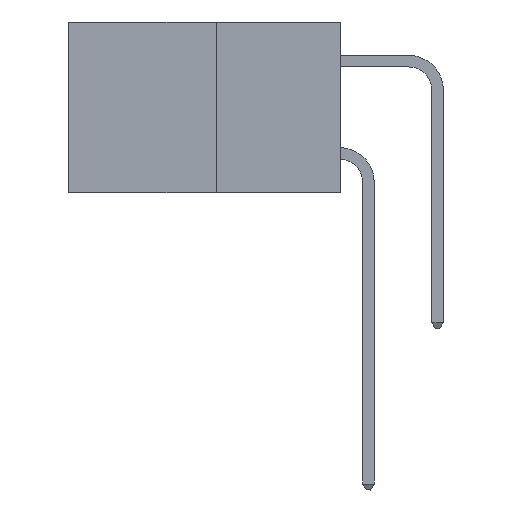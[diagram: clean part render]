
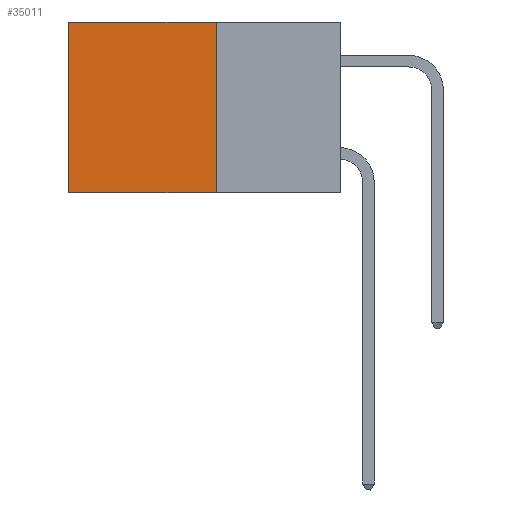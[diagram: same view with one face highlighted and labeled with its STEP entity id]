
A CAD part, left-side view. The second image highlights one B-rep face of the part: STEP entity #35011.
In plain terms, the highlighted planar face has unit normal (-1, 0, 0).
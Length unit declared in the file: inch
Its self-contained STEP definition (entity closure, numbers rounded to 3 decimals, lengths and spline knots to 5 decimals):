
#430 = CARTESIAN_POINT ( 'NONE',  ( 0.277, 0.27, 0. ) ) ;
#521 = VERTEX_POINT ( 'NONE', #7029 ) ;
#985 = EDGE_CURVE ( 'NONE', #27492, #29076, #18447, .T. ) ;
#1600 = DIRECTION ( 'NONE',  ( 0., 0., -1. ) ) ;
#5584 = VECTOR ( 'NONE', #1600, 39.37008 ) ;
#6058 = VECTOR ( 'NONE', #34721, 39.37008 ) ;
#7029 = CARTESIAN_POINT ( 'NONE',  ( 0.277, 0.27, -0.37 ) ) ;
#8607 = CARTESIAN_POINT ( 'NONE',  ( 0.277, 0.59, 0. ) ) ;
#9342 = DIRECTION ( 'NONE',  ( 0., 1., 0. ) ) ;
#11242 = DIRECTION ( 'NONE',  ( 0., 0., -1. ) ) ;
#11686 = VECTOR ( 'NONE', #9342, 39.37008 ) ;
#12732 = PLANE ( 'NONE',  #13147 ) ;
#12846 = DIRECTION ( 'NONE',  ( 1., 0., 0. ) ) ;
#13147 = AXIS2_PLACEMENT_3D ( 'NONE', #30059, #12846, #32894 ) ;
#13639 = VECTOR ( 'NONE', #11242, 39.37008 ) ;
#14046 = CARTESIAN_POINT ( 'NONE',  ( 0.277, 0.27, -0.37 ) ) ;
#14562 = LINE ( 'NONE', #14046, #13639 ) ;
#17748 = CARTESIAN_POINT ( 'NONE',  ( 0.277, 0.59, -0.37 ) ) ;
#18447 = LINE ( 'NONE', #22758, #11686 ) ;
#18790 = CARTESIAN_POINT ( 'NONE',  ( 0.277, 0.59, -0.37 ) ) ;
#20033 = LINE ( 'NONE', #18790, #5584 ) ;
#21460 = EDGE_CURVE ( 'NONE', #29076, #32569, #20033, .T. ) ;
#21825 = ORIENTED_EDGE ( 'NONE', *, *, #34620, .F. ) ;
#22758 = CARTESIAN_POINT ( 'NONE',  ( 0.277, 0.27, 0. ) ) ;
#23793 = EDGE_CURVE ( 'NONE', #521, #32569, #29037, .T. ) ;
#24017 = ORIENTED_EDGE ( 'NONE', *, *, #23793, .F. ) ;
#25315 = EDGE_LOOP ( 'NONE', ( #30669, #24017, #21825, #27791 ) ) ;
#27492 = VERTEX_POINT ( 'NONE', #430 ) ;
#27791 = ORIENTED_EDGE ( 'NONE', *, *, #985, .T. ) ;
#29037 = LINE ( 'NONE', #29050, #6058 ) ;
#29050 = CARTESIAN_POINT ( 'NONE',  ( 0.277, 0.27, -0.37 ) ) ;
#29076 = VERTEX_POINT ( 'NONE', #8607 ) ;
#29755 = FACE_OUTER_BOUND ( 'NONE', #25315, .T. ) ;
#30059 = CARTESIAN_POINT ( 'NONE',  ( 0.277, 0.27, -0.37 ) ) ;
#30669 = ORIENTED_EDGE ( 'NONE', *, *, #21460, .T. ) ;
#32569 = VERTEX_POINT ( 'NONE', #17748 ) ;
#32894 = DIRECTION ( 'NONE',  ( 0., 0., -1. ) ) ;
#34620 = EDGE_CURVE ( 'NONE', #27492, #521, #14562, .T. ) ;
#34721 = DIRECTION ( 'NONE',  ( 0., 1., 0. ) ) ;
#35011 = ADVANCED_FACE ( 'NONE', ( #29755 ), #12732, .F. ) ;
